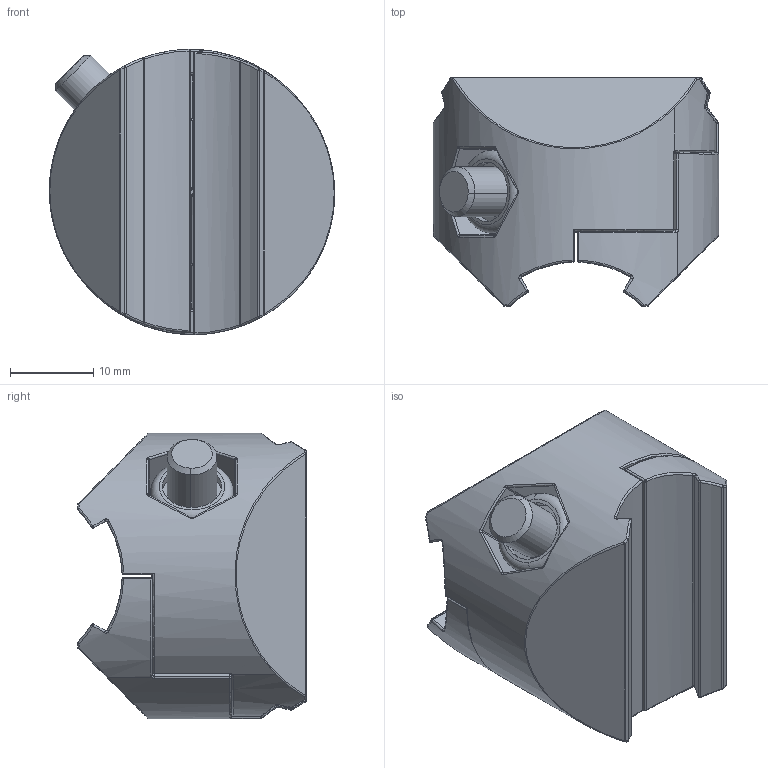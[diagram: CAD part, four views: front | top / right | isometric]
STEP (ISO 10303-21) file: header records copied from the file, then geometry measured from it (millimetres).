
FILE_DESCRIPTION (( 'STEP AP214' ), '1' );
FILE_NAME ('099RV28XS01.STEP', '2014-08-21T12:36:07', ( '' ), ( '' ), 'SwSTEP 2.0', 'SolidWorks 2014', '' );
FILE_SCHEMA (( 'AUTOMOTIVE_DESIGN' ));
Length unit declared in the file: millimetre
Products named in the file (4): prevailing torque nut thin insert_din_DIN EN ISO 10511 - M6 - S; cap screw ISO 4762 M6x30_ISO 4762 M6; 099rv28xr01_Standard; 099RV28XS01
Assembly tree (4 placements, depth 2):
  099RV28XS01
    099rv28xr01_Standard  x2
    cap screw ISO 4762 M6x30_ISO 4762 M6
    prevailing torque nut thin insert_din_DIN EN ISO 10511 - M6 - S
Bounding box: 34.31 x 27.5 x 34.32 mm (x, y, z)
Volume: 16679.5 mm3; surface area: 9277.8 mm2
Topology: 4 solids, 4 shells, 566 faces, 1294 edges, 681 vertices
Faces by surface type: cylinder 198, sphere 94, bspline 92, plane 88, torus 58, cone 36
Entity records: 9875 total; most frequent: CARTESIAN_POINT 2968, DIRECTION 1474, ORIENTED_EDGE 1396, EDGE_CURVE 698, AXIS2_PLACEMENT_3D 622, VERTEX_POINT 382, CIRCLE 335, EDGE_LOOP 334
